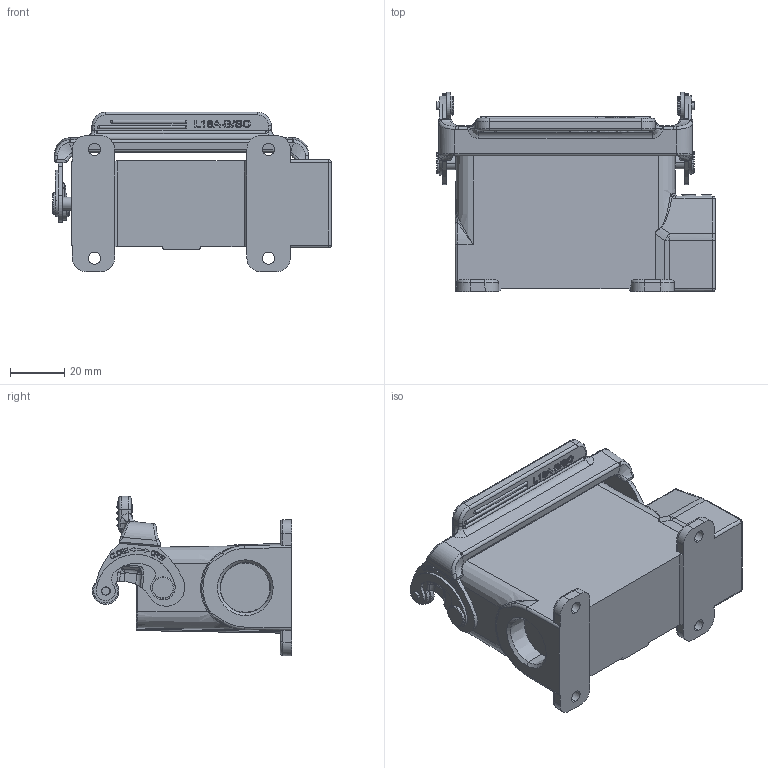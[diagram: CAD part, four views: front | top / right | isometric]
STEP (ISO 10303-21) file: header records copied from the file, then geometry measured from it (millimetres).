
FILE_DESCRIPTION((''),'2;1');
FILE_NAME('PRT0013','2024-01-27T',('11539'),(''),'PRO/ENGINEER BY PARAMETRIC TECHNOLOGY CORPORATION, 2012480','PRO/ENGINEER BY PARAMETRIC TECHNOLOGY CORPORATION, 2012480','');
FILE_SCHEMA(('CONFIG_CONTROL_DESIGN'));
Length unit declared in the file: millimetre
Products named in the file (1): PRT0013
Bounding box: 102.35 x 73.2 x 58.61 mm (x, y, z)
Volume: 69641.8 mm3; surface area: 39822.7 mm2
Topology: 1 solids, 1 shells, 1105 faces, 2976 edges, 1922 vertices
Faces by surface type: plane 442, cylinder 278, extrusion 149, bspline 113, torus 48, cone 46, sphere 29
Entity records: 42318 total; most frequent: CARTESIAN_POINT 15932, ORIENTED_EDGE 5886, DIRECTION 4770, EDGE_CURVE 2943, VERTEX_POINT 1922, VECTOR 1614, AXIS2_PLACEMENT_3D 1578, LINE 1465
